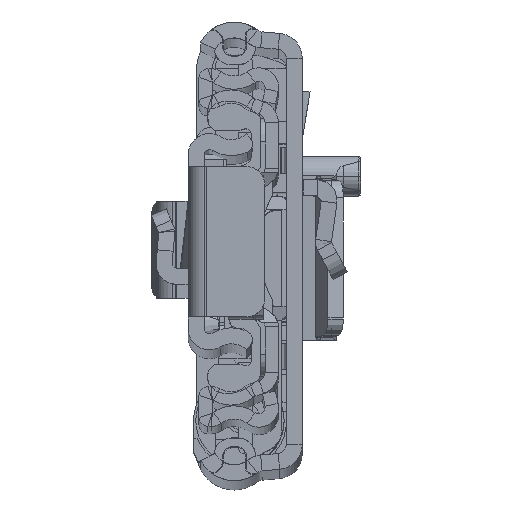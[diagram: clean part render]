
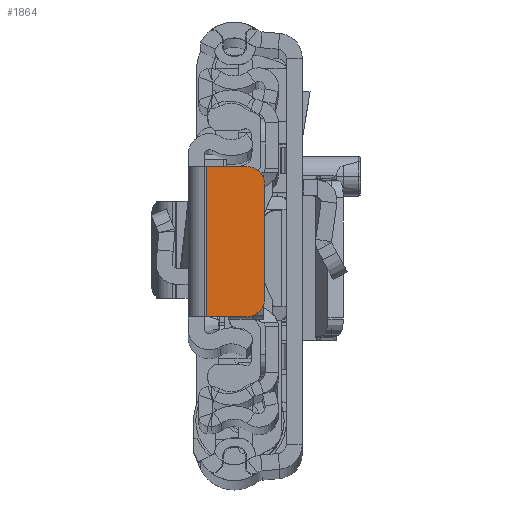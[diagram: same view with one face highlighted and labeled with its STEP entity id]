
A CAD part, top view. The second image highlights one B-rep face of the part: STEP entity #1864.
In plain terms, the highlighted planar face has unit normal (0, 0, 1).
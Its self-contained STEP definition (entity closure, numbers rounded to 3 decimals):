
#535 = CARTESIAN_POINT ( 'NONE',  ( -6.65, 6.5, 0. ) ) ;
#1572 = VERTEX_POINT ( 'NONE', #7316 ) ;
#1864 = ADVANCED_FACE ( 'NONE', ( #11790 ), #34407, .F. ) ;
#2525 = CARTESIAN_POINT ( 'NONE',  ( -8.65, 0., 0. ) ) ;
#3965 = DIRECTION ( 'NONE',  ( 0., 0., 1. ) ) ;
#4195 = VERTEX_POINT ( 'NONE', #37637 ) ;
#4822 = CARTESIAN_POINT ( 'NONE',  ( 0., 0., 0. ) ) ;
#4954 = VECTOR ( 'NONE', #12047, 1000. ) ;
#4983 = AXIS2_PLACEMENT_3D ( 'NONE', #535, #26380, #34483 ) ;
#7149 = VECTOR ( 'NONE', #20521, 1000. ) ;
#7316 = CARTESIAN_POINT ( 'NONE',  ( -6.65, -8.5, 0. ) ) ;
#8161 = CIRCLE ( 'NONE', #18170, 2. ) ;
#9135 = EDGE_CURVE ( 'NONE', #1572, #40698, #39750, .T. ) ;
#10789 = CARTESIAN_POINT ( 'NONE',  ( 0., -8.5, 0. ) ) ;
#11790 = FACE_OUTER_BOUND ( 'NONE', #33444, .T. ) ;
#12047 = DIRECTION ( 'NONE',  ( 0., -1., 0. ) ) ;
#14216 = CARTESIAN_POINT ( 'NONE',  ( -2.05, -8.5, 0. ) ) ;
#15114 = DIRECTION ( 'NONE',  ( -1., 0., 0. ) ) ;
#15489 = ORIENTED_EDGE ( 'NONE', *, *, #20527, .T. ) ;
#16144 = CARTESIAN_POINT ( 'NONE',  ( -2.05, 8.5, 0. ) ) ;
#16337 = CARTESIAN_POINT ( 'NONE',  ( -8.65, -6.5, 0. ) ) ;
#16931 = CARTESIAN_POINT ( 'NONE',  ( -8.65, 6.5, 0. ) ) ;
#18170 = AXIS2_PLACEMENT_3D ( 'NONE', #35694, #3965, #32945 ) ;
#18599 = LINE ( 'NONE', #2525, #4954 ) ;
#20521 = DIRECTION ( 'NONE',  ( 1., 0., 0. ) ) ;
#20527 = EDGE_CURVE ( 'NONE', #26391, #36511, #18599, .T. ) ;
#21103 = DIRECTION ( 'NONE',  ( 0., 0., -1. ) ) ;
#22049 = EDGE_CURVE ( 'NONE', #4195, #26391, #23876, .T. ) ;
#22299 = CARTESIAN_POINT ( 'NONE',  ( 0., 8.5, 0. ) ) ;
#23447 = VERTEX_POINT ( 'NONE', #16144 ) ;
#23876 = CIRCLE ( 'NONE', #4983, 2. ) ;
#26380 = DIRECTION ( 'NONE',  ( 0., 0., 1. ) ) ;
#26391 = VERTEX_POINT ( 'NONE', #16931 ) ;
#27534 = ORIENTED_EDGE ( 'NONE', *, *, #34035, .T. ) ;
#27730 = ORIENTED_EDGE ( 'NONE', *, *, #31001, .T. ) ;
#28663 = LINE ( 'NONE', #22299, #33252 ) ;
#28692 = CARTESIAN_POINT ( 'NONE',  ( -2.05, -8.5, 0. ) ) ;
#28931 = ORIENTED_EDGE ( 'NONE', *, *, #36652, .F. ) ;
#29316 = ORIENTED_EDGE ( 'NONE', *, *, #22049, .T. ) ;
#30043 = VECTOR ( 'NONE', #36642, 1000. ) ;
#30100 = LINE ( 'NONE', #14216, #30043 ) ;
#31001 = EDGE_CURVE ( 'NONE', #36511, #1572, #8161, .T. ) ;
#31541 = ORIENTED_EDGE ( 'NONE', *, *, #9135, .T. ) ;
#32945 = DIRECTION ( 'NONE',  ( -1., 0., 0. ) ) ;
#33252 = VECTOR ( 'NONE', #15114, 1000. ) ;
#33444 = EDGE_LOOP ( 'NONE', ( #15489, #27730, #31541, #28931, #27534, #29316 ) ) ;
#34001 = DIRECTION ( 'NONE',  ( -1., 0., 0. ) ) ;
#34035 = EDGE_CURVE ( 'NONE', #23447, #4195, #28663, .T. ) ;
#34407 = PLANE ( 'NONE',  #38553 ) ;
#34483 = DIRECTION ( 'NONE',  ( -1., 0., 0. ) ) ;
#35694 = CARTESIAN_POINT ( 'NONE',  ( -6.65, -6.5, 0. ) ) ;
#36511 = VERTEX_POINT ( 'NONE', #16337 ) ;
#36642 = DIRECTION ( 'NONE',  ( 0., -1., 0. ) ) ;
#36652 = EDGE_CURVE ( 'NONE', #23447, #40698, #30100, .T. ) ;
#37637 = CARTESIAN_POINT ( 'NONE',  ( -6.65, 8.5, 0. ) ) ;
#38553 = AXIS2_PLACEMENT_3D ( 'NONE', #4822, #21103, #34001 ) ;
#39750 = LINE ( 'NONE', #10789, #7149 ) ;
#40698 = VERTEX_POINT ( 'NONE', #28692 ) ;
